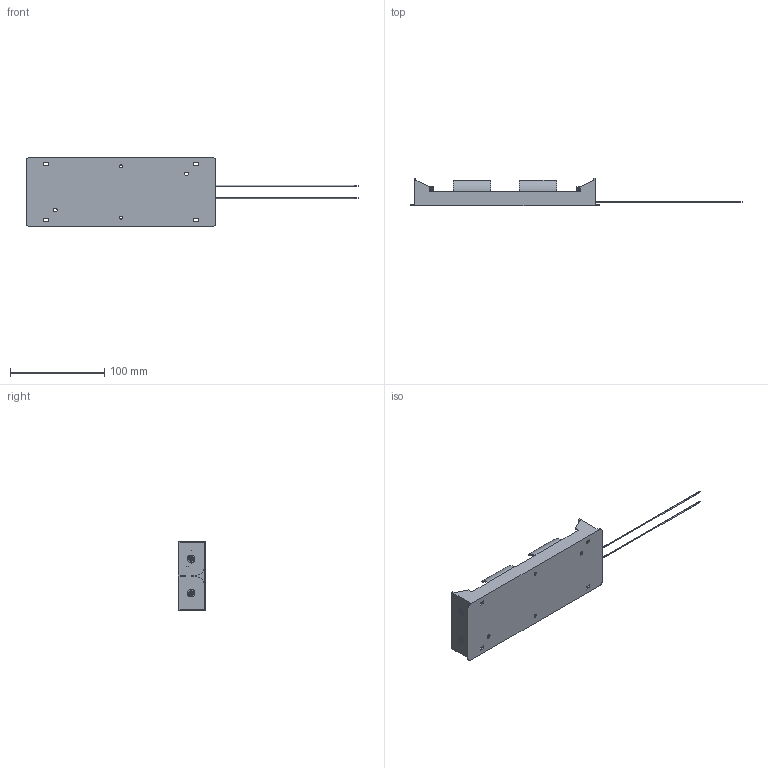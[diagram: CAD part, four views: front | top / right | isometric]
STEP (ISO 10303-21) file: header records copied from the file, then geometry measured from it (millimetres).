
FILE_DESCRIPTION (( 'STEP AP214' ), '1' );
FILE_NAME ('BH26DW.STEP', '2020-01-03T02:54:24', ( '' ), ( '' ), 'SwSTEP 2.0', 'SolidWorks 2017', '' );
FILE_SCHEMA (( 'AUTOMOTIVE_DESIGN' ));
Length unit declared in the file: millimetre
Products named in the file (1): BH26DW
Bounding box: 351.87 x 29.21 x 73 mm (x, y, z)
Volume: 46944 mm3; surface area: 62088.9 mm2
Topology: 9 solids, 9 shells, 551 faces, 1370 edges, 898 vertices
Faces by surface type: plane 353, cylinder 150, torus 44, bspline 4
Entity records: 20046 total; most frequent: CARTESIAN_POINT 6400, DIRECTION 2830, ORIENTED_EDGE 2740, EDGE_CURVE 1370, LINE 950, VECTOR 950, AXIS2_PLACEMENT_3D 940, VERTEX_POINT 898
